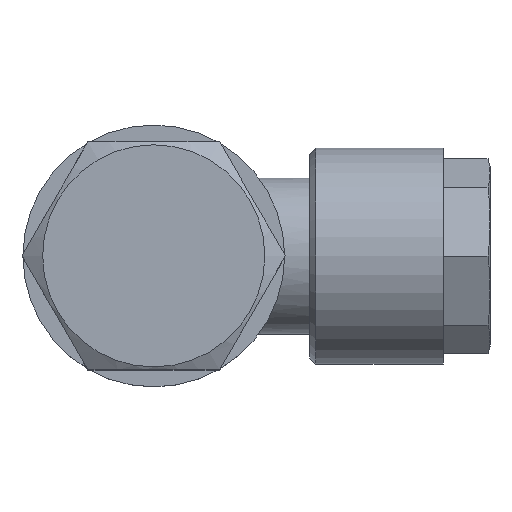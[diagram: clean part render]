
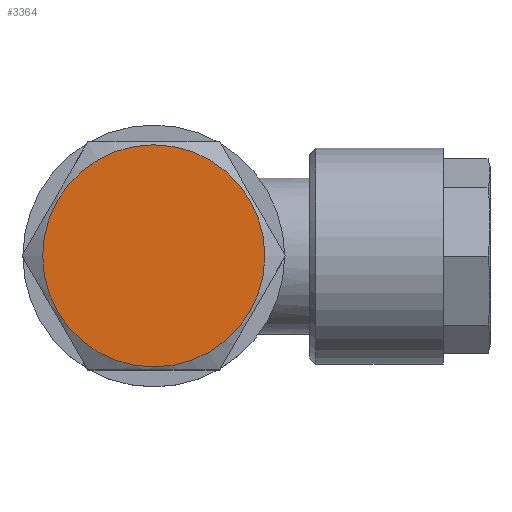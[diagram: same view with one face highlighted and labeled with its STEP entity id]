
A CAD part, top view. The second image highlights one B-rep face of the part: STEP entity #3364.
In plain terms, the highlighted face is planar.
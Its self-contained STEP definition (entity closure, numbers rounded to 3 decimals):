
#1436=ORIENTED_EDGE('',*,*,#1690,.F.);
#1506=CIRCLE('',#3255,9.25);
#1587=VERTEX_POINT('',#3085);
#1690=EDGE_CURVE('',#1587,#1587,#1506,.T.);
#1807=EDGE_LOOP('',(#1436));
#1927=FACE_BOUND('',#1807,.T.);
#2251=DIRECTION('',(0.,-1.,0.));
#2252=DIRECTION('',(0.,0.,9.25));
#2259=DIRECTION('',(0.,1.,0.));
#2260=DIRECTION('',(1.,0.,0.));
#3085=CARTESIAN_POINT('',(134.82,79.332,9.25));
#3086=CARTESIAN_POINT('',(134.82,79.332,0.));
#3092=CARTESIAN_POINT('',(144.07,79.332,0.));
#3255=AXIS2_PLACEMENT_3D('',#3086,#2251,#2252);
#3259=AXIS2_PLACEMENT_3D('',#3092,#2259,#2260);
#3297=PLANE('',#3259);
#3364=ADVANCED_FACE('',(#1927),#3297,.T.);
